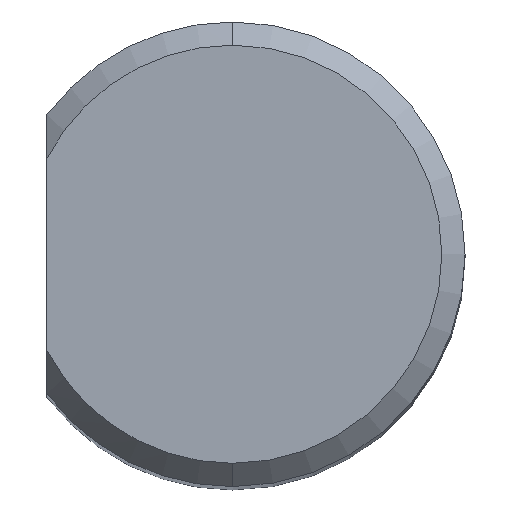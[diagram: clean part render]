
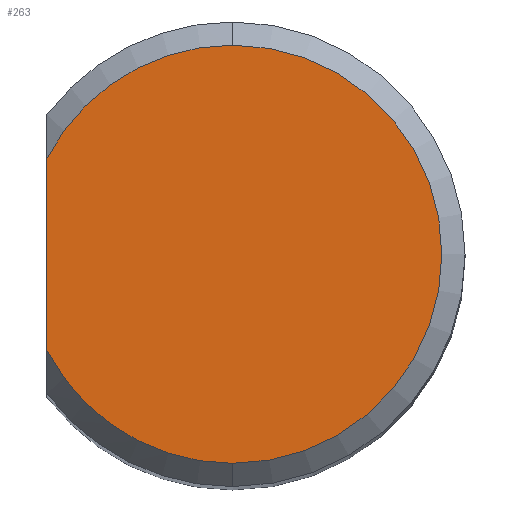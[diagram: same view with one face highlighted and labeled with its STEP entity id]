
A CAD part, top view. The second image highlights one B-rep face of the part: STEP entity #263.
In plain terms, the highlighted planar face has unit normal (0, 0, 1).
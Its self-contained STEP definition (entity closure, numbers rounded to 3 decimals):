
#167=VERTEX_POINT('NONE',#437);
#225=VERTEX_POINT('NONE',#501);
#263=ADVANCED_FACE('NONE',(#543),#544,.F.);
#301=EDGE_CURVE('NONE',#353,#371,#583,.T.);
#307=EDGE_CURVE('NONE',#167,#225,#589,.T.);
#317=EDGE_CURVE('NONE',#225,#353,#599,.T.);
#353=VERTEX_POINT('NONE',#637);
#355=EDGE_CURVE('NONE',#371,#167,#639,.T.);
#371=VERTEX_POINT('NONE',#656);
#437=CARTESIAN_POINT('',(0.,-1.8,0.0));
#501=CARTESIAN_POINT('',(0.0,1.8,0.0));
#543=FACE_OUTER_BOUND('',#941,.T.);
#544=PLANE('',#942);
#583=LINE('',#1023,#1024);
#589=CIRCLE('',#1030,1.8);
#599=CIRCLE('',#1046,1.8);
#637=CARTESIAN_POINT('',(-1.6,0.825,0.0));
#639=CIRCLE('',#1102,1.8);
#656=CARTESIAN_POINT('',(-1.6,-0.825,0.0));
#941=EDGE_LOOP('',(#1353,#1354,#1355,#1356));
#942=AXIS2_PLACEMENT_3D('',#1357,#1358,#1359);
#1023=CARTESIAN_POINT('',(-1.6,0.0,0.0));
#1024=VECTOR('',#1378,1000.0);
#1030=AXIS2_PLACEMENT_3D('',#1380,#1381,#1382);
#1046=AXIS2_PLACEMENT_3D('',#1386,#1387,#1388);
#1102=AXIS2_PLACEMENT_3D('',#1416,#1417,#1418);
#1353=ORIENTED_EDGE('',*,*,#355,.T.);
#1354=ORIENTED_EDGE('',*,*,#307,.T.);
#1355=ORIENTED_EDGE('',*,*,#317,.T.);
#1356=ORIENTED_EDGE('',*,*,#301,.T.);
#1357=CARTESIAN_POINT('',(0.0,0.0,0.0));
#1358=DIRECTION('',(0.0,0.0,-1.0));
#1359=DIRECTION('',(1.0,0.0,0.0));
#1378=DIRECTION('',(0.0,-1.0,0.0));
#1380=CARTESIAN_POINT('',(0.0,0.0,0.0));
#1381=DIRECTION('',(-0.0,0.0,1.0));
#1382=DIRECTION('',(0.0,1.0,0.0));
#1386=CARTESIAN_POINT('',(0.0,0.0,0.0));
#1387=DIRECTION('',(-0.0,0.0,1.0));
#1388=DIRECTION('',(0.0,1.0,0.0));
#1416=CARTESIAN_POINT('',(0.0,0.0,0.0));
#1417=DIRECTION('',(0.0,-0.0,1.0));
#1418=DIRECTION('',(0.,1.0,0.0));
